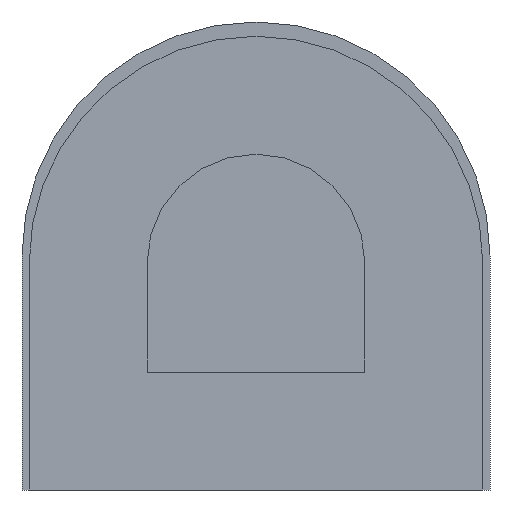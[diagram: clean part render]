
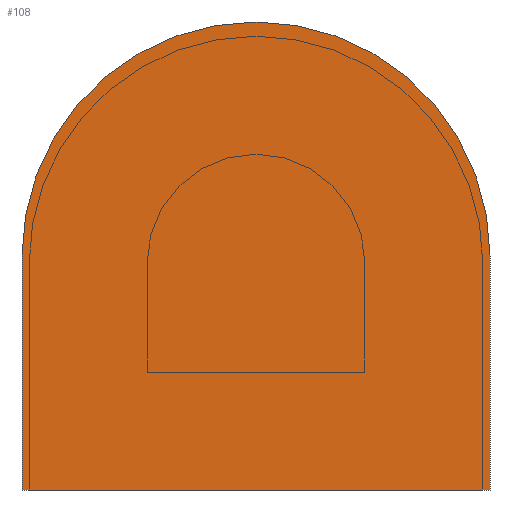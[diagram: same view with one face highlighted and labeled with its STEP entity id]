
A CAD part, front view. The second image highlights one B-rep face of the part: STEP entity #108.
In plain terms, the highlighted planar face has unit normal (0, -1, 0).
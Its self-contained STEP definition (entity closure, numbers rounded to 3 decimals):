
#108 = ADVANCED_FACE( '', ( #191 ), #192, .T. );
#191 = FACE_OUTER_BOUND( '', #255, .T. );
#192 = PLANE( '', #256 );
#255 = EDGE_LOOP( '', ( #378, #379, #380, #381 ) );
#256 = AXIS2_PLACEMENT_3D( '', #382, #383, #384 );
#378 = ORIENTED_EDGE( '', *, *, #425, .T. );
#379 = ORIENTED_EDGE( '', *, *, #450, .T. );
#380 = ORIENTED_EDGE( '', *, *, #439, .T. );
#381 = ORIENTED_EDGE( '', *, *, #451, .T. );
#382 = CARTESIAN_POINT( '', ( 0., -500.1, 3.275 ) );
#383 = DIRECTION( '', ( 0., -1., 0. ) );
#384 = DIRECTION( '', ( 0., 0., -1. ) );
#425 = EDGE_CURVE( '', #493, #491, #494, .T. );
#439 = EDGE_CURVE( '', #513, #511, #514, .T. );
#450 = EDGE_CURVE( '', #491, #513, #526, .T. );
#451 = EDGE_CURVE( '', #511, #493, #527, .T. );
#491 = VERTEX_POINT( '', #582 );
#493 = VERTEX_POINT( '', #585 );
#494 = LINE( '', #586, #587 );
#511 = VERTEX_POINT( '', #611 );
#513 = VERTEX_POINT( '', #614 );
#514 = CIRCLE( '', #615, 3.275 );
#526 = LINE( '', #630, #631 );
#527 = LINE( '', #632, #633 );
#582 = CARTESIAN_POINT( '', ( 3.275, -500.1, 0. ) );
#585 = CARTESIAN_POINT( '', ( -3.275, -500.1, 0. ) );
#586 = CARTESIAN_POINT( '', ( -3.275, -500.1, 0. ) );
#587 = VECTOR( '', #658, 1000. );
#611 = CARTESIAN_POINT( '', ( -3.275, -500.1, 3.275 ) );
#614 = CARTESIAN_POINT( '', ( 3.275, -500.1, 3.275 ) );
#615 = AXIS2_PLACEMENT_3D( '', #670, #671, #672 );
#630 = CARTESIAN_POINT( '', ( 3.275, -500.1, 0. ) );
#631 = VECTOR( '', #682, 1000. );
#632 = CARTESIAN_POINT( '', ( -3.275, -500.1, 3.275 ) );
#633 = VECTOR( '', #683, 1000. );
#658 = DIRECTION( '', ( 1., 0., 0. ) );
#670 = CARTESIAN_POINT( '', ( 0., -500.1, 3.275 ) );
#671 = DIRECTION( '', ( 0., -1., 0. ) );
#672 = DIRECTION( '', ( 1., 0., 0. ) );
#682 = DIRECTION( '', ( 0., 0., 1. ) );
#683 = DIRECTION( '', ( 0., 0., -1. ) );
